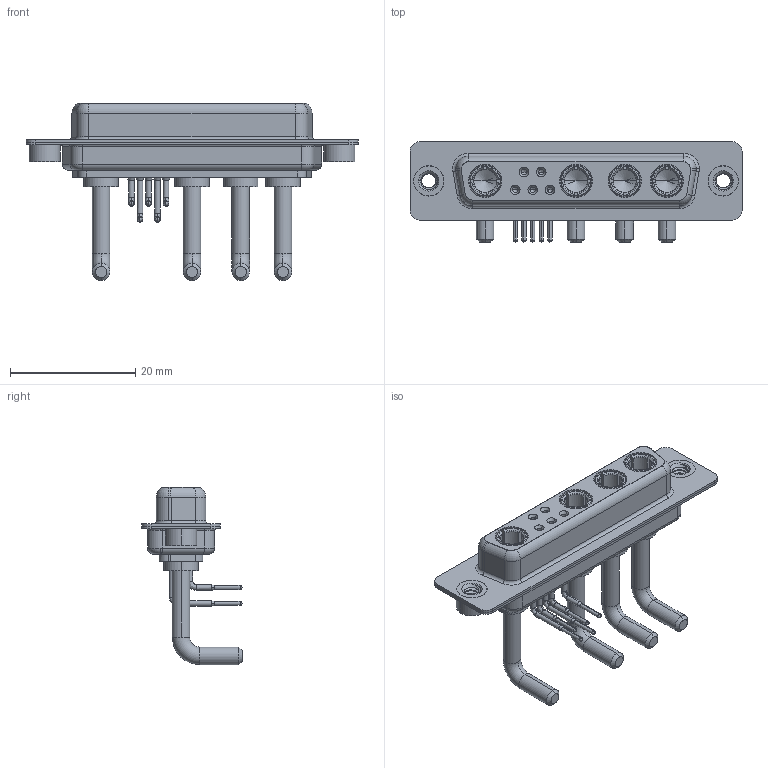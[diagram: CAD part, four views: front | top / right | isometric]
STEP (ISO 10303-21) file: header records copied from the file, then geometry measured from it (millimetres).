
FILE_DESCRIPTION (( 'STEP AP203' ), '1' );
FILE_NAME ('630-9W4-650-2T2.STEP', '2022-06-01T10:33:56', ( '' ), ( '' ), 'SwSTEP 2.0', 'SolidWorks 2020', '' );
FILE_SCHEMA (( 'CONFIG_CONTROL_DESIGN' ));
Length unit declared in the file: millimetre
Products named in the file (8): 630Combo Contact Row 2; 630Combo Threaded Rivet_2; 630Combo Shell Front_25 Contacts; 630-9W4-650-2T2; 630Combo Housing_9W4; 630Combo Contact Row 1; 630Combo Shell Rear_25 Contacts; Power Socket_Ext 20A RA
Assembly tree (14 placements, depth 2):
  630-9W4-650-2T2
    630Combo Housing_9W4
    630Combo Shell Front_25 Contacts
    630Combo Shell Rear_25 Contacts
    630Combo Threaded Rivet_2  x2
    Power Socket_Ext 20A RA  x4
    630Combo Contact Row 1  x2
    630Combo Contact Row 2  x3
Bounding box: 53.05 x 16 x 28.33 mm (x, y, z)
Volume: 4199.6 mm3; surface area: 9096.1 mm2
Topology: 18 solids, 18 shells, 856 faces, 2184 edges, 1384 vertices
Faces by surface type: cylinder 352, plane 258, cone 135, torus 81, bspline 30
Entity records: 17256 total; most frequent: CARTESIAN_POINT 4495, DIRECTION 2625, ORIENTED_EDGE 2376, EDGE_CURVE 1188, AXIS2_PLACEMENT_3D 1077, VERTEX_POINT 756, CIRCLE 588, EDGE_LOOP 552
